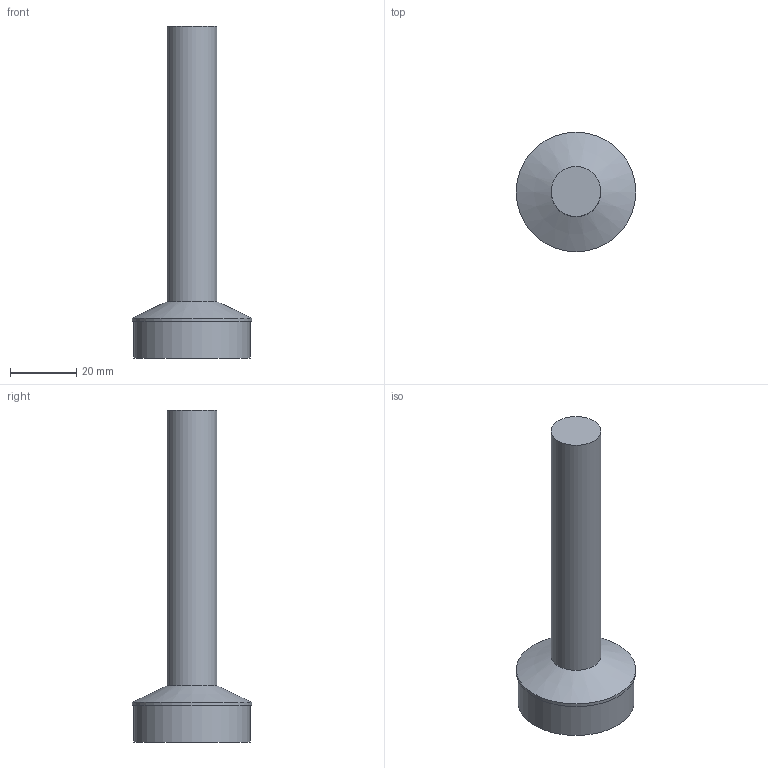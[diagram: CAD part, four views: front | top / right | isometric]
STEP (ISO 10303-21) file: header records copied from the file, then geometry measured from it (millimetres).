
FILE_DESCRIPTION(/* description */ (''),/* implementation_level */ '2;1');
FILE_NAME(/* name */ 'Axe de centrage pour boite de vitesse GS6-53DZ v1.step',/* time_stamp */ '2020-05-17T13:08:32+02:00',/* author */ (''),/* organization */ (''),/* preprocessor_version */ 'ST-DEVELOPER v18.1',/* originating_system */ 'Autodesk Translation Framework v9.3.0.1241',/* authorisation */ '');
FILE_SCHEMA (('AUTOMOTIVE_DESIGN { 1 0 10303 214 3 1 1 }'));
Length unit declared in the file: millimetre
Products named in the file (1): Axe de centrage pour boite de vitesse GS6-53DZ
Bounding box: 36 x 36 x 100 mm (x, y, z)
Volume: 28966.3 mm3; surface area: 7360.1 mm2
Topology: 1 solids, 1 shells, 7 faces, 10 edges, 6 vertices
Faces by surface type: cylinder 3, plane 3, cone 1
Full cylindrical faces by diameter (mm): 15 x1, 35 x1, 36 x1
Entity records: 187 total; most frequent: DIRECTION 32, CARTESIAN_POINT 24, ORIENTED_EDGE 20, AXIS2_PLACEMENT_3D 14, EDGE_CURVE 10, EDGE_LOOP 8, FACE_OUTER_BOUND 7, ADVANCED_FACE 7
